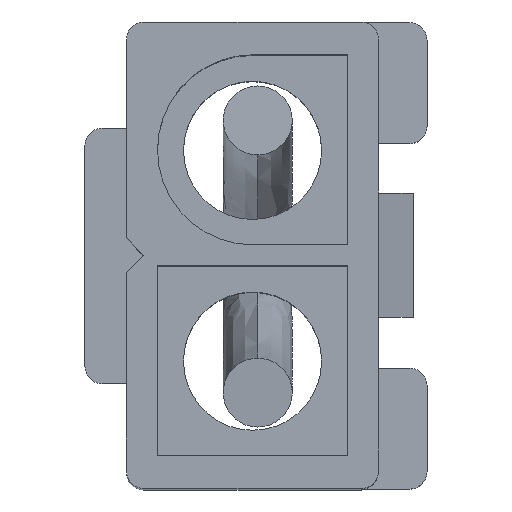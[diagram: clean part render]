
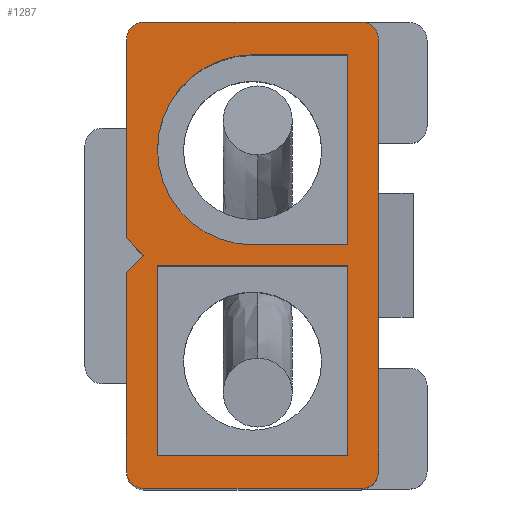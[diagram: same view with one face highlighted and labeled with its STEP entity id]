
A CAD part, top view. The second image highlights one B-rep face of the part: STEP entity #1287.
In plain terms, the highlighted planar face has unit normal (0, 0, 1).
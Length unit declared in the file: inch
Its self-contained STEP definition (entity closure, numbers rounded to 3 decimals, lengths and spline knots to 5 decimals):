
#15=FACE_BOUND('',#371,.T.);
#16=FACE_BOUND('',#372,.T.);
#30=LINE('',#2130,#152);
#33=LINE('',#2142,#155);
#34=LINE('',#2146,#156);
#35=LINE('',#2150,#157);
#36=LINE('',#2152,#158);
#37=LINE('',#2154,#159);
#38=LINE('',#2158,#160);
#39=LINE('',#2162,#161);
#40=LINE('',#2164,#162);
#41=LINE('',#2165,#163);
#42=LINE('',#2167,#164);
#43=LINE('',#2168,#165);
#44=LINE('',#2171,#166);
#45=LINE('',#2173,#167);
#46=LINE('',#2175,#168);
#47=LINE('',#2176,#169);
#152=VECTOR('',#1524,0.10827);
#155=VECTOR('',#1535,0.22638);
#156=VECTOR('',#1538,0.24803);
#157=VECTOR('',#1541,0.1752);
#158=VECTOR('',#1542,0.14173);
#159=VECTOR('',#1543,0.1752);
#160=VECTOR('',#1546,0.24803);
#161=VECTOR('',#1549,0.22638);
#162=VECTOR('',#1550,0.02784);
#163=VECTOR('',#1551,0.02784);
#164=VECTOR('',#1552,0.21654);
#165=VECTOR('',#1553,0.10827);
#166=VECTOR('',#1554,0.21654);
#167=VECTOR('',#1555,0.21654);
#168=VECTOR('',#1556,0.21654);
#169=VECTOR('',#1557,0.21654);
#303=FACE_OUTER_BOUND('',#370,.T.);
#370=EDGE_LOOP('',(#839,#840,#841,#842,#843,#844,#845,#846,#847,#848,#849,
#850,#851));
#371=EDGE_LOOP('',(#852,#853,#854,#855));
#372=EDGE_LOOP('',(#856,#857,#858,#859));
#443=CIRCLE('',#1379,0.10827);
#447=CIRCLE('',#1386,0.01969);
#448=CIRCLE('',#1387,0.01969);
#449=CIRCLE('',#1388,0.01969);
#450=CIRCLE('',#1389,0.01969);
#501=VERTEX_POINT('',#2117);
#502=VERTEX_POINT('',#2118);
#506=VERTEX_POINT('',#2128);
#510=VERTEX_POINT('',#2140);
#511=VERTEX_POINT('',#2141);
#512=VERTEX_POINT('',#2143);
#513=VERTEX_POINT('',#2145);
#514=VERTEX_POINT('',#2147);
#515=VERTEX_POINT('',#2149);
#516=VERTEX_POINT('',#2151);
#517=VERTEX_POINT('',#2153);
#518=VERTEX_POINT('',#2155);
#519=VERTEX_POINT('',#2157);
#520=VERTEX_POINT('',#2159);
#521=VERTEX_POINT('',#2161);
#522=VERTEX_POINT('',#2163);
#523=VERTEX_POINT('',#2166);
#524=VERTEX_POINT('',#2169);
#525=VERTEX_POINT('',#2170);
#526=VERTEX_POINT('',#2172);
#527=VERTEX_POINT('',#2174);
#630=EDGE_CURVE('',#501,#502,#443,.T.);
#636=EDGE_CURVE('',#502,#506,#30,.T.);
#641=EDGE_CURVE('',#510,#511,#33,.T.);
#642=EDGE_CURVE('',#512,#511,#447,.T.);
#643=EDGE_CURVE('',#512,#513,#34,.T.);
#644=EDGE_CURVE('',#514,#513,#448,.T.);
#645=EDGE_CURVE('',#515,#514,#35,.T.);
#646=EDGE_CURVE('',#515,#516,#36,.T.);
#647=EDGE_CURVE('',#517,#516,#37,.T.);
#648=EDGE_CURVE('',#517,#518,#449,.T.);
#649=EDGE_CURVE('',#518,#519,#38,.T.);
#650=EDGE_CURVE('',#520,#519,#450,.T.);
#651=EDGE_CURVE('',#520,#521,#39,.T.);
#652=EDGE_CURVE('',#522,#521,#40,.T.);
#653=EDGE_CURVE('',#510,#522,#41,.T.);
#654=EDGE_CURVE('',#506,#523,#42,.T.);
#655=EDGE_CURVE('',#523,#501,#43,.T.);
#656=EDGE_CURVE('',#524,#525,#44,.T.);
#657=EDGE_CURVE('',#525,#526,#45,.T.);
#658=EDGE_CURVE('',#526,#527,#46,.T.);
#659=EDGE_CURVE('',#527,#524,#47,.T.);
#839=ORIENTED_EDGE('',*,*,#641,.T.);
#840=ORIENTED_EDGE('',*,*,#642,.F.);
#841=ORIENTED_EDGE('',*,*,#643,.T.);
#842=ORIENTED_EDGE('',*,*,#644,.F.);
#843=ORIENTED_EDGE('',*,*,#645,.F.);
#844=ORIENTED_EDGE('',*,*,#646,.T.);
#845=ORIENTED_EDGE('',*,*,#647,.F.);
#846=ORIENTED_EDGE('',*,*,#648,.T.);
#847=ORIENTED_EDGE('',*,*,#649,.T.);
#848=ORIENTED_EDGE('',*,*,#650,.F.);
#849=ORIENTED_EDGE('',*,*,#651,.T.);
#850=ORIENTED_EDGE('',*,*,#652,.F.);
#851=ORIENTED_EDGE('',*,*,#653,.F.);
#852=ORIENTED_EDGE('',*,*,#630,.T.);
#853=ORIENTED_EDGE('',*,*,#636,.T.);
#854=ORIENTED_EDGE('',*,*,#654,.T.);
#855=ORIENTED_EDGE('',*,*,#655,.T.);
#856=ORIENTED_EDGE('',*,*,#656,.T.);
#857=ORIENTED_EDGE('',*,*,#657,.T.);
#858=ORIENTED_EDGE('',*,*,#658,.T.);
#859=ORIENTED_EDGE('',*,*,#659,.T.);
#1175=PLANE('',#1385);
#1287=ADVANCED_FACE('',(#303,#15,#16),#1175,.T.);
#1379=AXIS2_PLACEMENT_3D('',#2119,#1514,#1515);
#1385=AXIS2_PLACEMENT_3D('',#2139,#1533,#1534);
#1386=AXIS2_PLACEMENT_3D('',#2144,#1536,#1537);
#1387=AXIS2_PLACEMENT_3D('',#2148,#1539,#1540);
#1388=AXIS2_PLACEMENT_3D('',#2156,#1544,#1545);
#1389=AXIS2_PLACEMENT_3D('',#2160,#1547,#1548);
#1514=DIRECTION('center_axis',(0.,0.,-1.));
#1515=DIRECTION('ref_axis',(1.,0.,0.));
#1524=DIRECTION('',(1.,0.,0.));
#1533=DIRECTION('center_axis',(0.,0.,1.));
#1534=DIRECTION('ref_axis',(1.,0.,0.));
#1535=DIRECTION('',(0.,-1.,0.));
#1536=DIRECTION('center_axis',(0.,0.,-1.));
#1537=DIRECTION('ref_axis',(-1.,0.,0.));
#1538=DIRECTION('',(1.,0.,0.));
#1539=DIRECTION('center_axis',(0.,0.,-1.));
#1540=DIRECTION('ref_axis',(-1.,0.,0.));
#1541=DIRECTION('',(0.,-1.,0.));
#1542=DIRECTION('',(0.,1.,0.));
#1543=DIRECTION('',(0.,-1.,0.));
#1544=DIRECTION('center_axis',(0.,0.,1.));
#1545=DIRECTION('ref_axis',(1.,0.,0.));
#1546=DIRECTION('',(-1.,0.,0.));
#1547=DIRECTION('center_axis',(0.,0.,-1.));
#1548=DIRECTION('ref_axis',(-1.,0.,0.));
#1549=DIRECTION('',(0.,-1.,0.));
#1550=DIRECTION('',(-0.707,0.707,0.));
#1551=DIRECTION('',(0.707,0.707,0.));
#1552=DIRECTION('',(0.,-1.,0.));
#1553=DIRECTION('',(-1.,0.,0.));
#1554=DIRECTION('',(0.,-1.,0.));
#1555=DIRECTION('',(-1.,0.,0.));
#1556=DIRECTION('',(0.,1.,0.));
#1557=DIRECTION('',(1.,0.,0.));
#2117=CARTESIAN_POINT('',(-0.10827,0.01181,0.38976));
#2118=CARTESIAN_POINT('',(-0.10827,0.22835,0.38976));
#2119=CARTESIAN_POINT('Origin',(-0.10827,0.12008,0.38976));
#2128=CARTESIAN_POINT('',(0.,0.22835,0.38976));
#2130=CARTESIAN_POINT('',(-0.10827,0.22835,0.38976));
#2139=CARTESIAN_POINT('Origin',(0.,0.,0.38976));
#2140=CARTESIAN_POINT('',(-0.25197,-0.01969,0.38976));
#2141=CARTESIAN_POINT('',(-0.25197,-0.24606,0.38976));
#2142=CARTESIAN_POINT('',(-0.25197,-0.01969,0.38976));
#2143=CARTESIAN_POINT('',(-0.23228,-0.26575,0.38976));
#2144=CARTESIAN_POINT('Origin',(-0.23228,-0.24606,0.38976));
#2145=CARTESIAN_POINT('',(0.01575,-0.26575,0.38976));
#2146=CARTESIAN_POINT('',(-0.23228,-0.26575,0.38976));
#2147=CARTESIAN_POINT('',(0.03543,-0.24606,0.38976));
#2148=CARTESIAN_POINT('Origin',(0.01575,-0.24606,0.38976));
#2149=CARTESIAN_POINT('',(0.03543,-0.07087,0.38976));
#2150=CARTESIAN_POINT('',(0.03543,-0.07087,0.38976));
#2151=CARTESIAN_POINT('',(0.03543,0.07087,0.38976));
#2152=CARTESIAN_POINT('',(0.03543,-0.07087,0.38976));
#2153=CARTESIAN_POINT('',(0.03543,0.24606,0.38976));
#2154=CARTESIAN_POINT('',(0.03543,0.24606,0.38976));
#2155=CARTESIAN_POINT('',(0.01575,0.26575,0.38976));
#2156=CARTESIAN_POINT('Origin',(0.01575,0.24606,0.38976));
#2157=CARTESIAN_POINT('',(-0.23228,0.26575,0.38976));
#2158=CARTESIAN_POINT('',(0.01575,0.26575,0.38976));
#2159=CARTESIAN_POINT('',(-0.25197,0.24606,0.38976));
#2160=CARTESIAN_POINT('Origin',(-0.23228,0.24606,0.38976));
#2161=CARTESIAN_POINT('',(-0.25197,0.01969,0.38976));
#2162=CARTESIAN_POINT('',(-0.25197,0.24606,0.38976));
#2163=CARTESIAN_POINT('',(-0.23228,0.,0.38976));
#2164=CARTESIAN_POINT('',(-0.23228,0.,0.38976));
#2165=CARTESIAN_POINT('',(-0.25197,-0.01969,0.38976));
#2166=CARTESIAN_POINT('',(0.,0.01181,0.38976));
#2167=CARTESIAN_POINT('',(0.,0.22835,0.38976));
#2168=CARTESIAN_POINT('',(0.,0.01181,0.38976));
#2169=CARTESIAN_POINT('',(0.,-0.01181,0.38976));
#2170=CARTESIAN_POINT('',(0.,-0.22835,0.38976));
#2171=CARTESIAN_POINT('',(0.,-0.01181,0.38976));
#2172=CARTESIAN_POINT('',(-0.21654,-0.22835,0.38976));
#2173=CARTESIAN_POINT('',(0.,-0.22835,0.38976));
#2174=CARTESIAN_POINT('',(-0.21654,-0.01181,0.38976));
#2175=CARTESIAN_POINT('',(-0.21654,-0.22835,0.38976));
#2176=CARTESIAN_POINT('',(-0.21654,-0.01181,0.38976));
